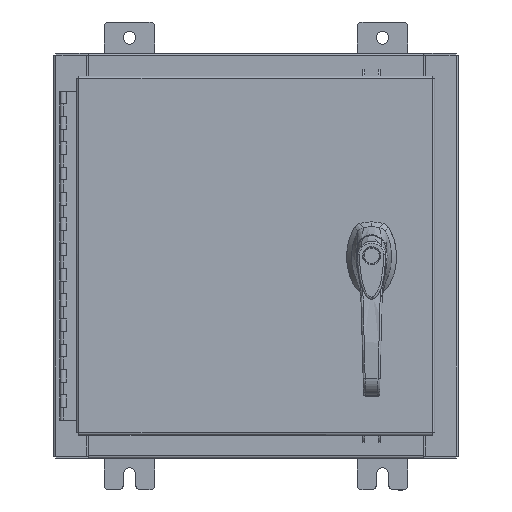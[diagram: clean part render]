
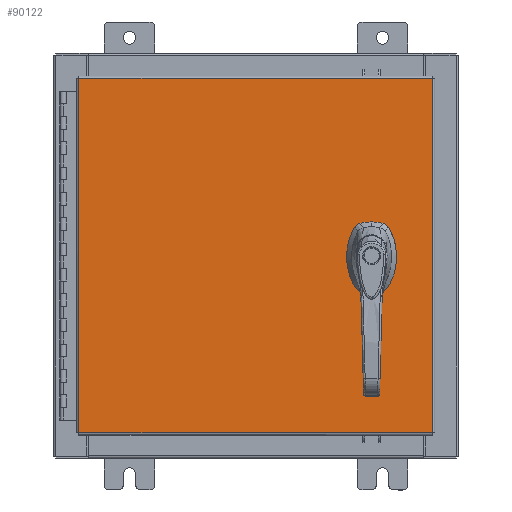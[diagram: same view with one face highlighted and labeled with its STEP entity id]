
A CAD part, top view. The second image highlights one B-rep face of the part: STEP entity #90122.
In plain terms, the highlighted planar face has unit normal (0, 0, 1).
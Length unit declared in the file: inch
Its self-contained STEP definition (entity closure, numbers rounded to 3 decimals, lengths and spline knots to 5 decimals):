
#323 = VERTEX_POINT ( 'NONE', #73116 ) ;
#1762 = CARTESIAN_POINT ( 'NONE',  ( 0., 0.403, 0. ) ) ;
#2287 = AXIS2_PLACEMENT_3D ( 'NONE', #69460, #20092, #77858 ) ;
#2708 = VERTEX_POINT ( 'NONE', #98390 ) ;
#3372 = VERTEX_POINT ( 'NONE', #83722 ) ;
#4552 = CARTESIAN_POINT ( 'NONE',  ( 4.4065, -1.338, 0. ) ) ;
#7411 = EDGE_LOOP ( 'NONE', ( #101803, #74496, #87809, #81774, #100997, #87957, #49504, #79508 ) ) ;
#8946 = CARTESIAN_POINT ( 'NONE',  ( 4.578, 0., 0. ) ) ;
#10711 = VERTEX_POINT ( 'NONE', #92182 ) ;
#11153 = EDGE_CURVE ( 'NONE', #323, #76135, #71929, .T. ) ;
#11889 = CIRCLE ( 'NONE', #17412, 0.1715 ) ;
#11958 = DIRECTION ( 'NONE',  ( 0., -1., 0. ) ) ;
#12267 = CARTESIAN_POINT ( 'NONE',  ( 6.9903, 7.0063, 0. ) ) ;
#12300 = CARTESIAN_POINT ( 'NONE',  ( 6.9903, -7.0063, 0. ) ) ;
#12609 = DIRECTION ( 'NONE',  ( 1., 0., 0. ) ) ;
#13034 = EDGE_CURVE ( 'NONE', #99566, #17317, #57499, .T. ) ;
#15800 = FACE_OUTER_BOUND ( 'NONE', #80057, .T. ) ;
#17226 = DIRECTION ( 'NONE',  ( 1., 0., 0. ) ) ;
#17317 = VERTEX_POINT ( 'NONE', #22506 ) ;
#17412 = AXIS2_PLACEMENT_3D ( 'NONE', #47821, #105850, #56074 ) ;
#17570 = LINE ( 'NONE', #12267, #80870 ) ;
#17770 = ORIENTED_EDGE ( 'NONE', *, *, #57837, .T. ) ;
#17898 = EDGE_CURVE ( 'NONE', #43488, #59818, #51862, .T. ) ;
#20092 = DIRECTION ( 'NONE',  ( 0., 0., 1. ) ) ;
#20856 = ORIENTED_EDGE ( 'NONE', *, *, #99137, .F. ) ;
#21558 = CARTESIAN_POINT ( 'NONE',  ( -6.9903, -7.0063, 0. ) ) ;
#21891 = CARTESIAN_POINT ( 'NONE',  ( 4.578, 0., 0. ) ) ;
#21990 = CARTESIAN_POINT ( 'NONE',  ( 4.578, 0., 0. ) ) ;
#22506 = CARTESIAN_POINT ( 'NONE',  ( 4.37777, 0.403, 0. ) ) ;
#23510 = VECTOR ( 'NONE', #98196, 39.37008 ) ;
#25493 = ORIENTED_EDGE ( 'NONE', *, *, #11153, .T. ) ;
#26971 = CARTESIAN_POINT ( 'NONE',  ( -6.9903, -7.0063, 0. ) ) ;
#27566 = VECTOR ( 'NONE', #33646, 39.37008 ) ;
#27630 = EDGE_CURVE ( 'NONE', #59818, #3372, #33673, .T. ) ;
#28877 = DIRECTION ( 'NONE',  ( -1., 0., 0. ) ) ;
#29853 = DIRECTION ( 'NONE',  ( 1., 0., 0. ) ) ;
#29932 = VECTOR ( 'NONE', #12609, 39.37008 ) ;
#30083 = AXIS2_PLACEMENT_3D ( 'NONE', #94330, #44683, #102693 ) ;
#30132 = CARTESIAN_POINT ( 'NONE',  ( 6.9903, 7.0063, 0. ) ) ;
#30199 = DIRECTION ( 'NONE',  ( 1., 0., 0. ) ) ;
#30301 = DIRECTION ( 'NONE',  ( 1., 0., 0. ) ) ;
#31857 = VERTEX_POINT ( 'NONE', #30132 ) ;
#32103 = VERTEX_POINT ( 'NONE', #98826 ) ;
#32303 = CARTESIAN_POINT ( 'NONE',  ( 4.175, 0., 0. ) ) ;
#33646 = DIRECTION ( 'NONE',  ( 0., 1., 0. ) ) ;
#33673 = CIRCLE ( 'NONE', #30083, 0.45 ) ;
#34605 = PLANE ( 'NONE',  #69333 ) ;
#34695 = CIRCLE ( 'NONE', #70620, 0.45 ) ;
#35663 = CARTESIAN_POINT ( 'NONE',  ( 4.77823, -0.403, 0. ) ) ;
#38213 = VECTOR ( 'NONE', #40856, 39.37008 ) ;
#40517 = LINE ( 'NONE', #86886, #84462 ) ;
#40814 = AXIS2_PLACEMENT_3D ( 'NONE', #21990, #79745, #30301 ) ;
#40856 = DIRECTION ( 'NONE',  ( -1., 0., 0. ) ) ;
#41047 = CARTESIAN_POINT ( 'NONE',  ( 4.175, -0.20023, 0. ) ) ;
#42860 = DIRECTION ( 'NONE',  ( 0., 0., -1. ) ) ;
#43488 = VERTEX_POINT ( 'NONE', #91999 ) ;
#44683 = DIRECTION ( 'NONE',  ( 0., 0., 1. ) ) ;
#45827 = CARTESIAN_POINT ( 'NONE',  ( 0., -0.403, 0. ) ) ;
#46582 = ORIENTED_EDGE ( 'NONE', *, *, #69973, .T. ) ;
#47821 = CARTESIAN_POINT ( 'NONE',  ( 4.578, -1.338, 0. ) ) ;
#49392 = CIRCLE ( 'NONE', #2287, 0.1715 ) ;
#49504 = ORIENTED_EDGE ( 'NONE', *, *, #13034, .F. ) ;
#50006 = VECTOR ( 'NONE', #11958, 39.37008 ) ;
#51862 = LINE ( 'NONE', #45827, #29932 ) ;
#54849 = EDGE_CURVE ( 'NONE', #17317, #2708, #34695, .T. ) ;
#56074 = DIRECTION ( 'NONE',  ( 1., 0., 0. ) ) ;
#57065 = FACE_BOUND ( 'NONE', #7411, .T. ) ;
#57499 = LINE ( 'NONE', #1762, #38213 ) ;
#57837 = EDGE_CURVE ( 'NONE', #31857, #323, #17570, .T. ) ;
#58041 = CARTESIAN_POINT ( 'NONE',  ( -6.9903, 7.0063, 0. ) ) ;
#59261 = CIRCLE ( 'NONE', #77825, 0.45 ) ;
#59818 = VERTEX_POINT ( 'NONE', #35663 ) ;
#62028 = VECTOR ( 'NONE', #29853, 39.37008 ) ;
#62486 = EDGE_CURVE ( 'NONE', #32103, #3372, #40517, .T. ) ;
#62525 = VERTEX_POINT ( 'NONE', #4552 ) ;
#64735 = LINE ( 'NONE', #32303, #23510 ) ;
#66500 = ORIENTED_EDGE ( 'NONE', *, *, #71450, .F. ) ;
#66592 = DIRECTION ( 'NONE',  ( 0., 0., 1. ) ) ;
#69333 = AXIS2_PLACEMENT_3D ( 'NONE', #75703, #42860, #100834 ) ;
#69460 = CARTESIAN_POINT ( 'NONE',  ( 4.578, -1.338, 0. ) ) ;
#69973 = EDGE_CURVE ( 'NONE', #72552, #31857, #93601, .T. ) ;
#70620 = AXIS2_PLACEMENT_3D ( 'NONE', #8946, #66592, #17226 ) ;
#71450 = EDGE_CURVE ( 'NONE', #10711, #62525, #11889, .T. ) ;
#71543 = EDGE_CURVE ( 'NONE', #2708, #95841, #64735, .T. ) ;
#71929 = LINE ( 'NONE', #58041, #50006 ) ;
#72552 = VERTEX_POINT ( 'NONE', #12300 ) ;
#73116 = CARTESIAN_POINT ( 'NONE',  ( -6.9903, 7.0063, 0. ) ) ;
#74496 = ORIENTED_EDGE ( 'NONE', *, *, #27630, .F. ) ;
#75703 = CARTESIAN_POINT ( 'NONE',  ( 0., 0., 0. ) ) ;
#76135 = VERTEX_POINT ( 'NONE', #26971 ) ;
#77825 = AXIS2_PLACEMENT_3D ( 'NONE', #21891, #79641, #30199 ) ;
#77858 = DIRECTION ( 'NONE',  ( 1., 0., 0. ) ) ;
#79508 = ORIENTED_EDGE ( 'NONE', *, *, #83749, .F. ) ;
#79641 = DIRECTION ( 'NONE',  ( 0., 0., 1. ) ) ;
#79745 = DIRECTION ( 'NONE',  ( 0., 0., 1. ) ) ;
#80057 = EDGE_LOOP ( 'NONE', ( #84781, #46582, #17770, #25493 ) ) ;
#80870 = VECTOR ( 'NONE', #28877, 39.37008 ) ;
#81774 = ORIENTED_EDGE ( 'NONE', *, *, #104056, .F. ) ;
#83087 = CARTESIAN_POINT ( 'NONE',  ( 6.9903, -7.0063, 0. ) ) ;
#83668 = CIRCLE ( 'NONE', #40814, 0.45 ) ;
#83722 = CARTESIAN_POINT ( 'NONE',  ( 4.981, -0.20023, 0. ) ) ;
#83749 = EDGE_CURVE ( 'NONE', #32103, #99566, #83668, .T. ) ;
#84462 = VECTOR ( 'NONE', #95286, 39.37008 ) ;
#84781 = ORIENTED_EDGE ( 'NONE', *, *, #102261, .T. ) ;
#86886 = CARTESIAN_POINT ( 'NONE',  ( 4.981, 0., 0. ) ) ;
#87809 = ORIENTED_EDGE ( 'NONE', *, *, #17898, .F. ) ;
#87957 = ORIENTED_EDGE ( 'NONE', *, *, #54849, .F. ) ;
#88285 = EDGE_LOOP ( 'NONE', ( #66500, #20856 ) ) ;
#90122 = ADVANCED_FACE ( 'NONE', ( #98698, #15800, #57065 ), #34605, .F. ) ;
#91999 = CARTESIAN_POINT ( 'NONE',  ( 4.37777, -0.403, 0. ) ) ;
#92182 = CARTESIAN_POINT ( 'NONE',  ( 4.7495, -1.338, 0. ) ) ;
#93601 = LINE ( 'NONE', #83087, #27566 ) ;
#94330 = CARTESIAN_POINT ( 'NONE',  ( 4.578, 0., 0. ) ) ;
#95286 = DIRECTION ( 'NONE',  ( 0., -1., 0. ) ) ;
#95841 = VERTEX_POINT ( 'NONE', #41047 ) ;
#98196 = DIRECTION ( 'NONE',  ( 0., -1., 0. ) ) ;
#98233 = CARTESIAN_POINT ( 'NONE',  ( 4.77823, 0.403, 0. ) ) ;
#98390 = CARTESIAN_POINT ( 'NONE',  ( 4.175, 0.20023, 0. ) ) ;
#98698 = FACE_BOUND ( 'NONE', #88285, .T. ) ;
#98826 = CARTESIAN_POINT ( 'NONE',  ( 4.981, 0.20023, 0. ) ) ;
#99137 = EDGE_CURVE ( 'NONE', #62525, #10711, #49392, .T. ) ;
#99566 = VERTEX_POINT ( 'NONE', #98233 ) ;
#100834 = DIRECTION ( 'NONE',  ( -1., 0., 0. ) ) ;
#100997 = ORIENTED_EDGE ( 'NONE', *, *, #71543, .F. ) ;
#101803 = ORIENTED_EDGE ( 'NONE', *, *, #62486, .T. ) ;
#102261 = EDGE_CURVE ( 'NONE', #76135, #72552, #106342, .T. ) ;
#102693 = DIRECTION ( 'NONE',  ( 1., 0., 0. ) ) ;
#104056 = EDGE_CURVE ( 'NONE', #95841, #43488, #59261, .T. ) ;
#105850 = DIRECTION ( 'NONE',  ( 0., 0., 1. ) ) ;
#106342 = LINE ( 'NONE', #21558, #62028 ) ;
